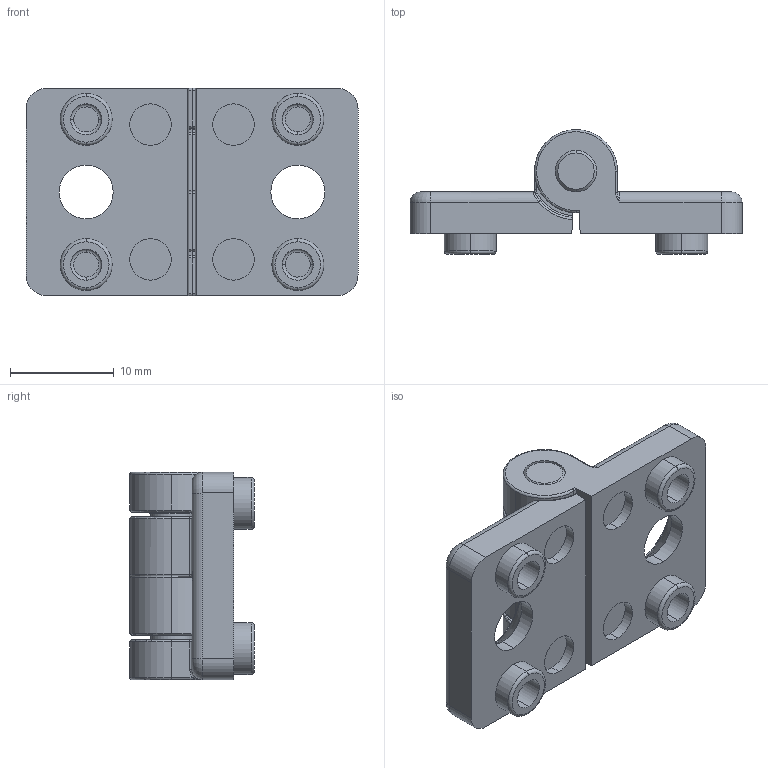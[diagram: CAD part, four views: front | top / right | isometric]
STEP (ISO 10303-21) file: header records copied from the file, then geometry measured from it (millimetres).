
FILE_DESCRIPTION (( 'STEP AP203' ), '1' );
FILE_NAME ('202600014_c_1.STEP', '2022-12-18T18:49:42', ( '' ), ( '' ), 'SwSTEP 2.0', 'SolidWorks 2014', '' );
FILE_SCHEMA (( 'CONFIG_CONTROL_DESIGN' ));
Length unit declared in the file: millimetre
Products named in the file (3): 202600014_c_1; 095022-01_095 022.01; 095022r_095 022 f05 r
Assembly tree (3 placements, depth 2):
  202600014_c_1
    095022-01_095 022.01
    095022r_095 022 f05 r  x2
Bounding box: 32 x 12 x 20 mm (x, y, z)
Volume: 2929.2 mm3; surface area: 3152.2 mm2
Topology: 3 solids, 3 shells, 195 faces, 472 edges, 292 vertices
Faces by surface type: cylinder 90, torus 46, plane 41, bspline 10, cone 8
Entity records: 3785 total; most frequent: CARTESIAN_POINT 1048, DIRECTION 542, ORIENTED_EDGE 490, EDGE_CURVE 245, AXIS2_PLACEMENT_3D 229, VERTEX_POINT 152, CIRCLE 125, EDGE_LOOP 115
